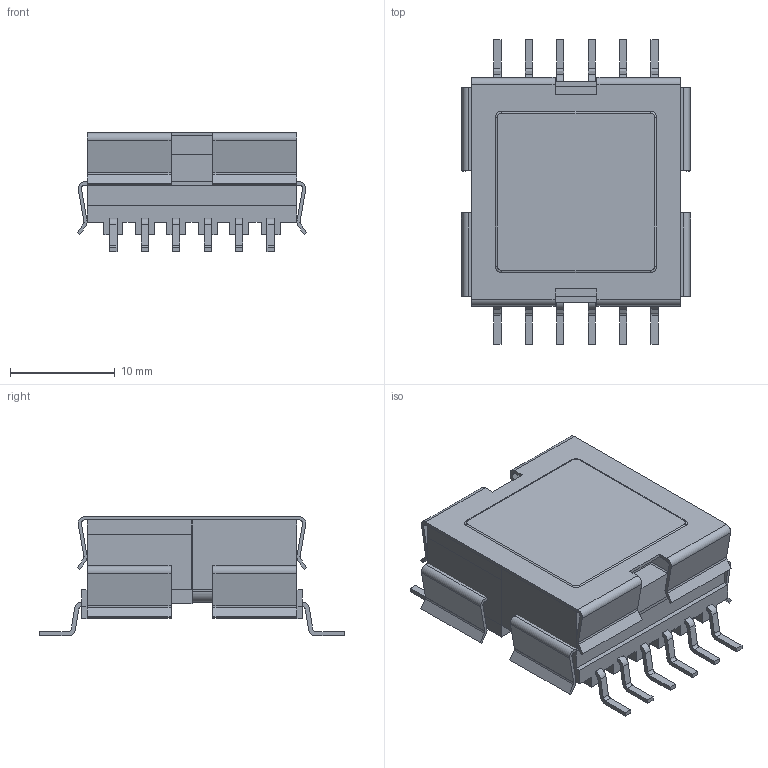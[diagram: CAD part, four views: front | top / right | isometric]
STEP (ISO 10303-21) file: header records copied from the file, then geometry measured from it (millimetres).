
FILE_DESCRIPTION( ( 'Unknown' ), '1' );
FILE_NAME( '7491194501.stp', 'Unknown', ( 'Unknown' ), ( 'Unknown' ), 'XStep 1.0', 'Unknown', ' ' );
FILE_SCHEMA( ( 'automotive_design' ) );
Length unit declared in the file: millimetre
Products named in the file (4): Assem1; Gehäuse; Core_EFD 20; Yoke
Bounding box: 21.86 x 29.08 x 11.43 mm (x, y, z)
Volume: 4494.9 mm3; surface area: 8517.8 mm2
Topology: 7 solids, 7 shells, 745 faces, 2060 edges, 1360 vertices
Faces by surface type: plane 517, cylinder 212, torus 16
Entity records: 12011 total; most frequent: CARTESIAN_POINT 2014, ORIENTED_EDGE 1988, DIRECTION 1954, EDGE_CURVE 994, LINE 762, VECTOR 762, VERTEX_POINT 656, AXIS2_PLACEMENT_3D 596
